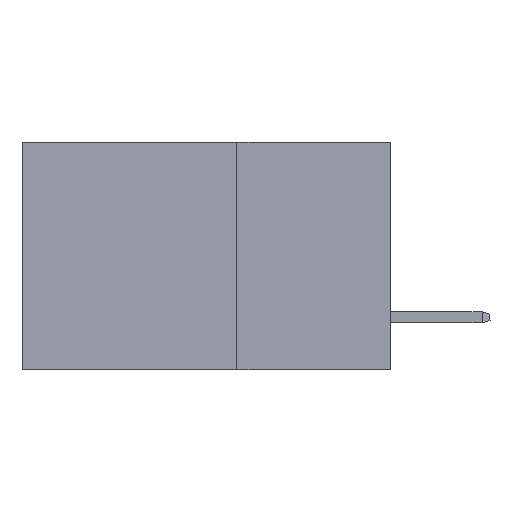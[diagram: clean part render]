
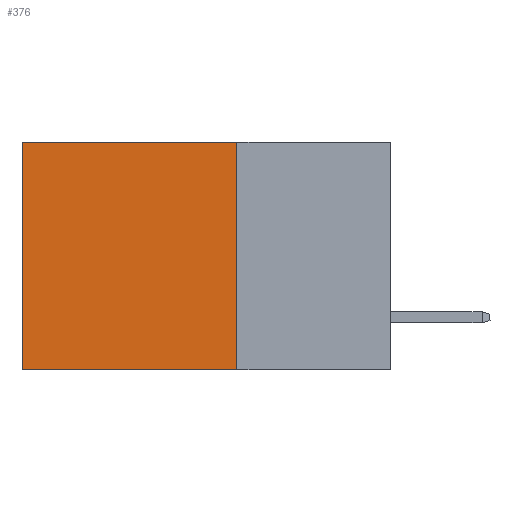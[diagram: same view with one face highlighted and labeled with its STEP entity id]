
A CAD part, left-side view. The second image highlights one B-rep face of the part: STEP entity #376.
In plain terms, the highlighted planar face has unit normal (-1, 0, 0).
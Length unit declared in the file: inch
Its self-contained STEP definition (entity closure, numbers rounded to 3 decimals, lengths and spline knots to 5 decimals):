
#60 = EDGE_CURVE ( 'NONE', #7375, #509, #246, .T. ) ;
#246 = LINE ( 'NONE', #3465, #4134 ) ;
#376 = ADVANCED_FACE ( 'NONE', ( #8141 ), #725, .F. ) ;
#479 = ORIENTED_EDGE ( 'NONE', *, *, #6161, .T. ) ;
#509 = VERTEX_POINT ( 'NONE', #6688 ) ;
#725 = PLANE ( 'NONE',  #1933 ) ;
#908 = DIRECTION ( 'NONE',  ( 0., 1., 0. ) ) ;
#1080 = DIRECTION ( 'NONE',  ( 0., 1., 0. ) ) ;
#1606 = CARTESIAN_POINT ( 'NONE',  ( 0.2875, 0.6, 0. ) ) ;
#1693 = CARTESIAN_POINT ( 'NONE',  ( 0.2875, 0.6, 0. ) ) ;
#1849 = CARTESIAN_POINT ( 'NONE',  ( 0.2875, 0.25, 0. ) ) ;
#1931 = VECTOR ( 'NONE', #908, 39.37008 ) ;
#1933 = AXIS2_PLACEMENT_3D ( 'NONE', #7182, #8044, #7233 ) ;
#2077 = CARTESIAN_POINT ( 'NONE',  ( 0.2875, 0.25, -0.37 ) ) ;
#2292 = VECTOR ( 'NONE', #4237, 39.37008 ) ;
#2546 = LINE ( 'NONE', #1849, #1931 ) ;
#2563 = EDGE_LOOP ( 'NONE', ( #479, #7188, #8168, #9667 ) ) ;
#3465 = CARTESIAN_POINT ( 'NONE',  ( 0.2875, 0.25, -0.37 ) ) ;
#4134 = VECTOR ( 'NONE', #1080, 39.37008 ) ;
#4202 = VERTEX_POINT ( 'NONE', #1606 ) ;
#4237 = DIRECTION ( 'NONE',  ( 0., 0., -1. ) ) ;
#5098 = LINE ( 'NONE', #1693, #2292 ) ;
#5235 = CARTESIAN_POINT ( 'NONE',  ( 0.2875, 0.25, 0. ) ) ;
#5687 = VECTOR ( 'NONE', #6865, 39.37008 ) ;
#6137 = EDGE_CURVE ( 'NONE', #9558, #4202, #2546, .T. ) ;
#6161 = EDGE_CURVE ( 'NONE', #4202, #509, #5098, .T. ) ;
#6688 = CARTESIAN_POINT ( 'NONE',  ( 0.2875, 0.6, -0.37 ) ) ;
#6820 = CARTESIAN_POINT ( 'NONE',  ( 0.2875, 0.25, 0. ) ) ;
#6865 = DIRECTION ( 'NONE',  ( 0., 0., -1. ) ) ;
#7084 = EDGE_CURVE ( 'NONE', #9558, #7375, #8364, .T. ) ;
#7182 = CARTESIAN_POINT ( 'NONE',  ( 0.2875, 0.25, 0. ) ) ;
#7188 = ORIENTED_EDGE ( 'NONE', *, *, #60, .F. ) ;
#7233 = DIRECTION ( 'NONE',  ( 0., 0., -1. ) ) ;
#7375 = VERTEX_POINT ( 'NONE', #2077 ) ;
#8044 = DIRECTION ( 'NONE',  ( 1., 0., 0. ) ) ;
#8141 = FACE_OUTER_BOUND ( 'NONE', #2563, .T. ) ;
#8168 = ORIENTED_EDGE ( 'NONE', *, *, #7084, .F. ) ;
#8364 = LINE ( 'NONE', #5235, #5687 ) ;
#9558 = VERTEX_POINT ( 'NONE', #6820 ) ;
#9667 = ORIENTED_EDGE ( 'NONE', *, *, #6137, .T. ) ;
